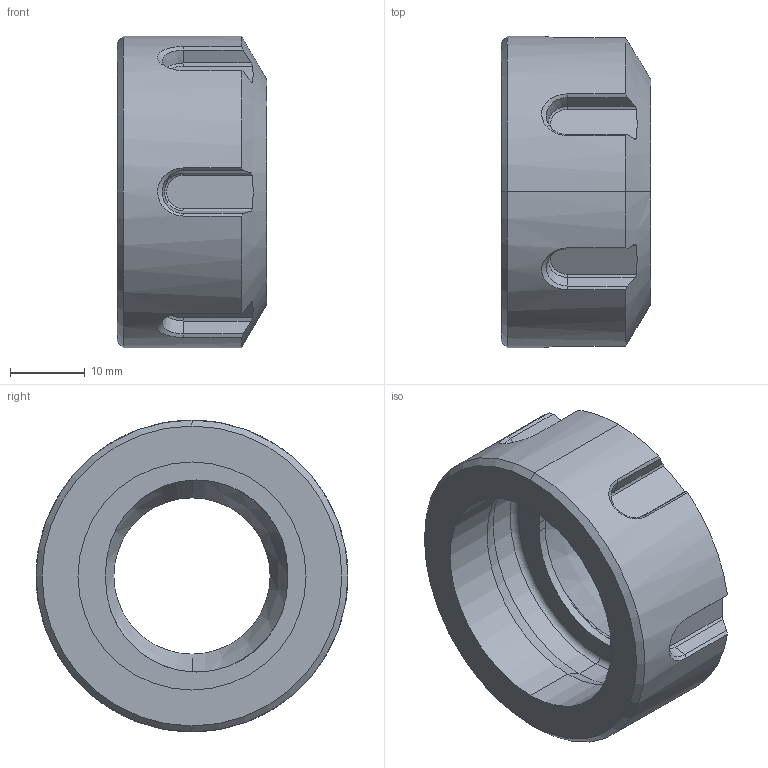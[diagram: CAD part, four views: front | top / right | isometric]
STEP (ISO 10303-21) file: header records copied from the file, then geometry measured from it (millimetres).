
FILE_DESCRIPTION (( 'STEP AP214' ), '1' );
FILE_NAME ('E25.ER1.001.020.STEP', '2023-08-29T13:27:00', ( '' ), ( '' ), 'SwSTEP 2.0', 'SolidWorks 2017', '' );
FILE_SCHEMA (( 'AUTOMOTIVE_DESIGN' ));
Length unit declared in the file: millimetre
Products named in the file (1): E25.ER1.001.020
Bounding box: 20 x 41.7 x 41.7 mm (x, y, z)
Volume: 12025.8 mm3; surface area: 6303.2 mm2
Topology: 1 solids, 1 shells, 93 faces, 228 edges, 138 vertices
Faces by surface type: plane 50, cone 26, cylinder 11, torus 6
Entity records: 4111 total; most frequent: CARTESIAN_POINT 932, ORIENTED_EDGE 456, DIRECTION 424, EDGE_CURVE 228, AXIS2_PLACEMENT_3D 158, VERTEX_POINT 138, VECTOR 108, LINE 108
